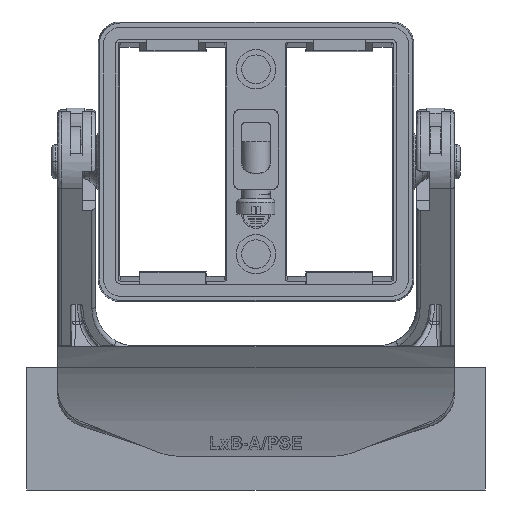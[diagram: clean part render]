
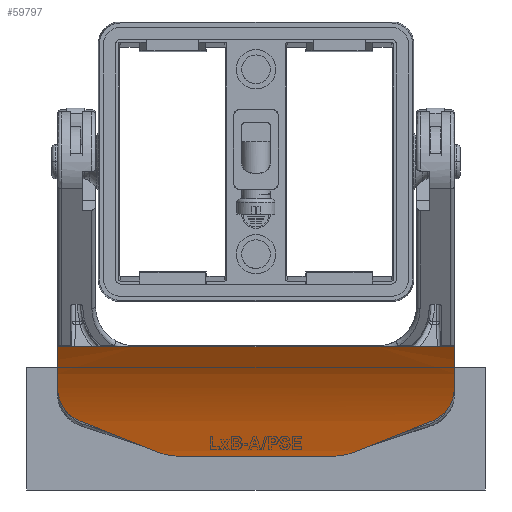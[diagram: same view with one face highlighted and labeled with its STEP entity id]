
A CAD part, front view. The second image highlights one B-rep face of the part: STEP entity #59797.
In plain terms, the highlighted cylindrical face has radius 40 mm (diameter 80 mm), a partial arc.
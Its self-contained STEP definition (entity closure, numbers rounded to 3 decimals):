
#59674=CARTESIAN_POINT('',(27.7,-26.826,
-50.447));
#59675=DIRECTION('',(-1.,0.,0.));
#59676=DIRECTION('',(0.,0.788,0.615));
#59677=AXIS2_PLACEMENT_3D('',#59674,#59675,#59676);
#59679=CARTESIAN_POINT('',(27.7,8.437,
-31.565));
#59680=CARTESIAN_POINT('',(27.693,8.643,
-31.95));
#59681=CARTESIAN_POINT('',(27.61,9.02,
-32.686));
#59682=CARTESIAN_POINT('',(27.307,9.455,
-33.594));
#59683=CARTESIAN_POINT('',(26.758,9.881,
-34.545));
#59684=CARTESIAN_POINT('',(26.149,10.167,
-35.227));
#59685=CARTESIAN_POINT('',(25.323,10.42,
-35.857));
#59686=CARTESIAN_POINT('',(24.815,10.517,
-36.111));
#59687=CARTESIAN_POINT('',(24.557,10.554,
-36.207));
#59689=CARTESIAN_POINT('',(24.557,10.554,
-36.207));
#59690=CARTESIAN_POINT('',(23.413,10.728,
-36.665));
#59691=CARTESIAN_POINT('',(21.107,11.06,
-37.587));
#59692=CARTESIAN_POINT('',(17.599,11.508,
-38.99));
#59693=CARTESIAN_POINT('',(15.227,11.772,
-39.939));
#59694=CARTESIAN_POINT('',(14.033,11.896,
-40.417));
#59696=CARTESIAN_POINT('',(14.033,11.896,
-40.417));
#59697=CARTESIAN_POINT('',(13.64,11.937,
-40.574));
#59698=CARTESIAN_POINT('',(12.839,12.003,
-40.837));
#59699=CARTESIAN_POINT('',(11.589,12.061,
-41.078));
#59700=CARTESIAN_POINT('',(10.746,12.074,
-41.132));
#59701=CARTESIAN_POINT('',(10.319,12.074,
-41.132));
#59703=DIRECTION('',(-1.,0.,0.));
#59704=VECTOR('',#59703,20.639);
#59705=CARTESIAN_POINT('',(10.319,12.074,
-41.132));
#59706=LINE('',#59705,#59704);
#59707=CARTESIAN_POINT('',(-10.319,12.074,
-41.132));
#59708=CARTESIAN_POINT('',(-10.746,12.074,
-41.132));
#59709=CARTESIAN_POINT('',(-11.589,12.061,
-41.078));
#59710=CARTESIAN_POINT('',(-12.839,12.003,
-40.837));
#59711=CARTESIAN_POINT('',(-13.64,11.937,
-40.574));
#59712=CARTESIAN_POINT('',(-14.033,11.896,
-40.417));
#59714=CARTESIAN_POINT('',(-14.033,11.896,
-40.417));
#59715=CARTESIAN_POINT('',(-15.228,11.772,
-39.939));
#59716=CARTESIAN_POINT('',(-17.6,11.508,
-38.99));
#59717=CARTESIAN_POINT('',(-21.108,11.06,
-37.587));
#59718=CARTESIAN_POINT('',(-23.413,10.728,
-36.665));
#59719=CARTESIAN_POINT('',(-24.557,10.554,
-36.207));
#59721=CARTESIAN_POINT('',(-24.557,10.554,
-36.207));
#59722=CARTESIAN_POINT('',(-24.85,10.51,
-36.092));
#59723=CARTESIAN_POINT('',(-25.403,10.401,
-35.81));
#59724=CARTESIAN_POINT('',(-26.192,10.149,
-35.182));
#59725=CARTESIAN_POINT('',(-26.778,9.868,
-34.516));
#59726=CARTESIAN_POINT('',(-27.303,9.454,
-33.593));
#59727=CARTESIAN_POINT('',(-27.602,9.042,
-32.73));
#59728=CARTESIAN_POINT('',(-27.688,8.654,
-31.97));
#59729=CARTESIAN_POINT('',(-27.7,8.437,
-31.565));
#59731=CARTESIAN_POINT('',(-27.7,-26.826,
-50.447));
#59732=DIRECTION('',(1.,0.,0.));
#59733=DIRECTION('',(0.,0.882,0.472));
#59734=AXIS2_PLACEMENT_3D('',#59731,#59732,#59733);
#59736=DIRECTION('',(1.,0.,0.));
#59737=VECTOR('',#59736,10.8);
#59738=CARTESIAN_POINT('',(-27.7,4.703,
-25.832));
#59739=LINE('',#59738,#59737);
#59740=DIRECTION('',(1.,0.,0.));
#59741=VECTOR('',#59740,33.8);
#59742=CARTESIAN_POINT('',(-16.9,4.703,
-25.832));
#59743=LINE('',#59742,#59741);
#59744=DIRECTION('',(1.,0.,0.));
#59745=VECTOR('',#59744,10.8);
#59746=CARTESIAN_POINT('',(16.9,4.703,
-25.832));
#59747=LINE('',#59746,#59745);
#59748=CARTESIAN_POINT('',(27.7,4.703,
-25.832));
#59749=CARTESIAN_POINT('',(27.7,8.437,
-31.565));
#59750=VERTEX_POINT('',#59748);
#59751=VERTEX_POINT('',#59749);
#59752=VERTEX_POINT('',#59687);
#59753=VERTEX_POINT('',#59694);
#59754=VERTEX_POINT('',#59701);
#59755=CARTESIAN_POINT('',(-10.319,12.074,
-41.132));
#59756=VERTEX_POINT('',#59755);
#59757=VERTEX_POINT('',#59712);
#59758=VERTEX_POINT('',#59719);
#59759=VERTEX_POINT('',#59729);
#59760=CARTESIAN_POINT('',(-27.7,4.703,
-25.832));
#59761=VERTEX_POINT('',#59760);
#59762=CARTESIAN_POINT('',(-16.9,4.703,
-25.832));
#59763=VERTEX_POINT('',#59762);
#59764=CARTESIAN_POINT('',(16.9,4.703,
-25.832));
#59765=VERTEX_POINT('',#59764);
#59766=CARTESIAN_POINT('',(28.808,-26.826,
-50.447));
#59767=DIRECTION('',(-1.,0.,0.));
#59768=DIRECTION('',(0.,0.,-1.));
#59769=AXIS2_PLACEMENT_3D('',#59766,#59767,#59768);
#59770=CYLINDRICAL_SURFACE('',#59769,40.);
#59772=ORIENTED_EDGE('',*,*,#59771,.T.);
#59774=ORIENTED_EDGE('',*,*,#59773,.T.);
#59776=ORIENTED_EDGE('',*,*,#59775,.T.);
#59778=ORIENTED_EDGE('',*,*,#59777,.T.);
#59780=ORIENTED_EDGE('',*,*,#59779,.T.);
#59782=ORIENTED_EDGE('',*,*,#59781,.T.);
#59784=ORIENTED_EDGE('',*,*,#59783,.T.);
#59786=ORIENTED_EDGE('',*,*,#59785,.T.);
#59788=ORIENTED_EDGE('',*,*,#59787,.T.);
#59790=ORIENTED_EDGE('',*,*,#59789,.T.);
#59792=ORIENTED_EDGE('',*,*,#59791,.T.);
#59794=ORIENTED_EDGE('',*,*,#59793,.T.);
#59795=EDGE_LOOP('',(#59772,#59774,#59776,#59778,#59780,#59782,#59784,#59786,
#59788,#59790,#59792,#59794));
#59796=FACE_OUTER_BOUND('',#59795,.F.);
#59797=ADVANCED_FACE('',(#59796),#59770,.F.);
#59678=CIRCLE('',#59677,40.);
#59688=B_SPLINE_CURVE_WITH_KNOTS('',3,(#59679,#59680,#59681,#59682,#59683,
#59684,#59685,#59686,#59687),.UNSPECIFIED.,.F.,.F.,(4,1,1,1,1,1,4),(0.,
0.167,0.333,0.5,0.667,0.833,
1.),.UNSPECIFIED.);
#59695=B_SPLINE_CURVE_WITH_KNOTS('',3,(#59689,#59690,#59691,#59692,#59693,
#59694),.UNSPECIFIED.,.F.,.F.,(4,1,1,4),(0.,0.333,
0.667,1.),.UNSPECIFIED.);
#59702=B_SPLINE_CURVE_WITH_KNOTS('',3,(#59696,#59697,#59698,#59699,#59700,
#59701),.UNSPECIFIED.,.F.,.F.,(4,1,1,4),(0.,0.333,
0.667,1.),.UNSPECIFIED.);
#59713=B_SPLINE_CURVE_WITH_KNOTS('',3,(#59707,#59708,#59709,#59710,#59711,
#59712),.UNSPECIFIED.,.F.,.F.,(4,1,1,4),(0.,0.333,
0.667,1.),.UNSPECIFIED.);
#59720=B_SPLINE_CURVE_WITH_KNOTS('',3,(#59714,#59715,#59716,#59717,#59718,
#59719),.UNSPECIFIED.,.F.,.F.,(4,1,1,4),(0.,0.333,
0.667,1.),.UNSPECIFIED.);
#59730=B_SPLINE_CURVE_WITH_KNOTS('',3,(#59721,#59722,#59723,#59724,#59725,
#59726,#59727,#59728,#59729),.UNSPECIFIED.,.F.,.F.,(4,1,1,1,1,1,4),(0.,
0.167,0.333,0.5,0.667,0.833,
1.),.UNSPECIFIED.);
#59735=CIRCLE('',#59734,40.);
#59771=EDGE_CURVE('',#59750,#59751,#59678,.T.);
#59773=EDGE_CURVE('',#59751,#59752,#59688,.T.);
#59775=EDGE_CURVE('',#59752,#59753,#59695,.T.);
#59777=EDGE_CURVE('',#59753,#59754,#59702,.T.);
#59779=EDGE_CURVE('',#59754,#59756,#59706,.T.);
#59781=EDGE_CURVE('',#59756,#59757,#59713,.T.);
#59783=EDGE_CURVE('',#59757,#59758,#59720,.T.);
#59785=EDGE_CURVE('',#59758,#59759,#59730,.T.);
#59787=EDGE_CURVE('',#59759,#59761,#59735,.T.);
#59789=EDGE_CURVE('',#59761,#59763,#59739,.T.);
#59791=EDGE_CURVE('',#59763,#59765,#59743,.T.);
#59793=EDGE_CURVE('',#59765,#59750,#59747,.T.);
